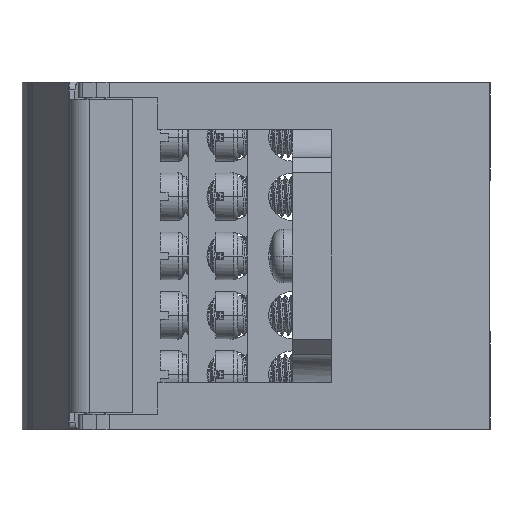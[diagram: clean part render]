
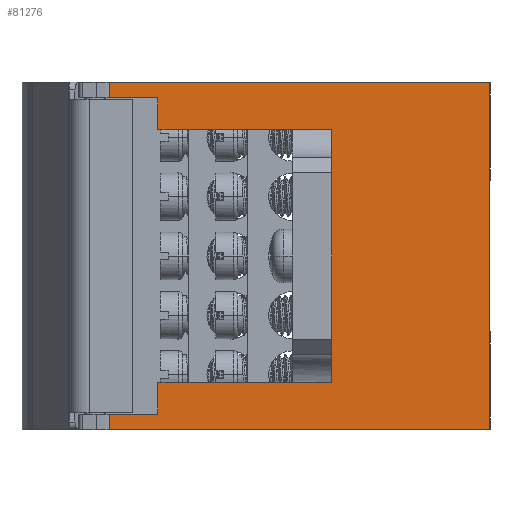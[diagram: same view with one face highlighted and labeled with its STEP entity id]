
A CAD part, left-side view. The second image highlights one B-rep face of the part: STEP entity #81276.
In plain terms, the highlighted planar face has unit normal (-1, 0, 0).
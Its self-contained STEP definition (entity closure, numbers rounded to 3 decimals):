
#28339=DIRECTION('',(0.,0.,-1.));
#28340=VECTOR('',#28339,25.);
#28341=CARTESIAN_POINT('',(-21.,20.,12.5));
#28342=LINE('',#28341,#28340);
#28343=DIRECTION('',(0.,0.,-1.));
#28344=VECTOR('',#28343,3.5);
#28345=CARTESIAN_POINT('',(-21.,20.,16.));
#28346=LINE('',#28345,#28344);
#28347=DIRECTION('',(0.,-1.,0.));
#28348=VECTOR('',#28347,22.);
#28349=CARTESIAN_POINT('',(-21.,42.,16.));
#28350=LINE('',#28349,#28348);
#28351=DIRECTION('',(0.,0.,1.));
#28352=VECTOR('',#28351,4.);
#28353=CARTESIAN_POINT('',(-21.,42.,16.));
#28354=LINE('',#28353,#28352);
#28355=DIRECTION('',(0.,-1.,0.));
#28356=VECTOR('',#28355,6.172);
#28357=CARTESIAN_POINT('',(-21.,48.172,20.));
#28358=LINE('',#28357,#28356);
#28359=DIRECTION('',(0.,0.,-1.));
#28360=VECTOR('',#28359,2.);
#28361=CARTESIAN_POINT('',(-21.,48.172,22.));
#28362=LINE('',#28361,#28360);
#28363=DIRECTION('',(0.,0.,-1.));
#28364=VECTOR('',#28363,2.);
#28365=CARTESIAN_POINT('',(-21.,48.172,-20.));
#28366=LINE('',#28365,#28364);
#28367=DIRECTION('',(0.,-1.,0.));
#28368=VECTOR('',#28367,6.172);
#28369=CARTESIAN_POINT('',(-21.,48.172,-20.));
#28370=LINE('',#28369,#28368);
#28371=DIRECTION('',(0.,0.,1.));
#28372=VECTOR('',#28371,4.);
#28373=CARTESIAN_POINT('',(-21.,42.,-20.));
#28374=LINE('',#28373,#28372);
#28375=DIRECTION('',(0.,-1.,0.));
#28376=VECTOR('',#28375,22.);
#28377=CARTESIAN_POINT('',(-21.,42.,-16.));
#28378=LINE('',#28377,#28376);
#28379=DIRECTION('',(0.,0.,-1.));
#28380=VECTOR('',#28379,3.5);
#28381=CARTESIAN_POINT('',(-21.,20.,-12.5));
#28382=LINE('',#28381,#28380);
#29355=DIRECTION('',(0.,-1.,0.));
#29356=VECTOR('',#29355,48.172);
#29357=CARTESIAN_POINT('',(-21.,48.172,22.));
#29358=LINE('',#29357,#29356);
#29584=DIRECTION('',(0.,-1.,0.));
#29585=VECTOR('',#29584,48.172);
#29586=CARTESIAN_POINT('',(-21.,48.172,-22.));
#29587=LINE('',#29586,#29585);
#30489=DIRECTION('',(0.,0.,1.));
#30490=VECTOR('',#30489,44.);
#30491=CARTESIAN_POINT('',(-21.,0.,-22.));
#30492=LINE('',#30491,#30490);
#34837=CARTESIAN_POINT('',(-21.,0.,-22.));
#34838=CARTESIAN_POINT('',(-21.,0.,22.));
#34839=VERTEX_POINT('',#34837);
#34840=VERTEX_POINT('',#34838);
#34937=CARTESIAN_POINT('',(-21.,20.,16.));
#34939=VERTEX_POINT('',#34937);
#34942=CARTESIAN_POINT('',(-21.,20.,-16.));
#34944=VERTEX_POINT('',#34942);
#34967=CARTESIAN_POINT('',(-21.,42.,16.));
#34968=CARTESIAN_POINT('',(-21.,42.,20.));
#34969=VERTEX_POINT('',#34967);
#34970=VERTEX_POINT('',#34968);
#34971=CARTESIAN_POINT('',(-21.,42.,-20.));
#34972=CARTESIAN_POINT('',(-21.,42.,-16.));
#34973=VERTEX_POINT('',#34971);
#34974=VERTEX_POINT('',#34972);
#35087=CARTESIAN_POINT('',(-21.,48.172,20.));
#35089=VERTEX_POINT('',#35087);
#35093=CARTESIAN_POINT('',(-21.,48.172,22.));
#35094=VERTEX_POINT('',#35093);
#35095=CARTESIAN_POINT('',(-21.,48.172,-22.));
#35097=VERTEX_POINT('',#35095);
#35101=CARTESIAN_POINT('',(-21.,48.172,-20.));
#35102=VERTEX_POINT('',#35101);
#35990=CARTESIAN_POINT('',(-21.,20.,12.5));
#35991=CARTESIAN_POINT('',(-21.,20.,-12.5));
#35992=VERTEX_POINT('',#35990);
#35993=VERTEX_POINT('',#35991);
#81244=CARTESIAN_POINT('',(-21.,58.,-22.));
#81245=DIRECTION('',(-1.,0.,0.));
#81246=DIRECTION('',(0.,-1.,0.));
#81247=AXIS2_PLACEMENT_3D('',#81244,#81245,#81246);
#81248=PLANE('',#81247);
#81249=ORIENTED_EDGE('',*,*,#43833,.F.);
#81250=ORIENTED_EDGE('',*,*,#43773,.F.);
#81252=ORIENTED_EDGE('',*,*,#81251,.F.);
#81254=ORIENTED_EDGE('',*,*,#81253,.T.);
#81256=ORIENTED_EDGE('',*,*,#81255,.F.);
#81258=ORIENTED_EDGE('',*,*,#81257,.F.);
#81260=ORIENTED_EDGE('',*,*,#81259,.T.);
#81262=ORIENTED_EDGE('',*,*,#81261,.F.);
#81264=ORIENTED_EDGE('',*,*,#81263,.F.);
#81266=ORIENTED_EDGE('',*,*,#81265,.F.);
#81268=ORIENTED_EDGE('',*,*,#81267,.T.);
#81270=ORIENTED_EDGE('',*,*,#81269,.T.);
#81272=ORIENTED_EDGE('',*,*,#81271,.T.);
#81273=ORIENTED_EDGE('',*,*,#43753,.F.);
#81274=EDGE_LOOP('',(#81249,#81250,#81252,#81254,#81256,#81258,#81260,#81262,
#81264,#81266,#81268,#81270,#81272,#81273));
#81275=FACE_OUTER_BOUND('',#81274,.F.);
#81276=ADVANCED_FACE('',(#81275),#81248,.T.);
#43753=EDGE_CURVE('',#35993,#34944,#28382,.T.);
#43773=EDGE_CURVE('',#34939,#35992,#28346,.T.);
#43833=EDGE_CURVE('',#35992,#35993,#28342,.T.);
#81251=EDGE_CURVE('',#34969,#34939,#28350,.T.);
#81253=EDGE_CURVE('',#34969,#34970,#28354,.T.);
#81255=EDGE_CURVE('',#35089,#34970,#28358,.T.);
#81257=EDGE_CURVE('',#35094,#35089,#28362,.T.);
#81259=EDGE_CURVE('',#35094,#34840,#29358,.T.);
#81261=EDGE_CURVE('',#34839,#34840,#30492,.T.);
#81263=EDGE_CURVE('',#35097,#34839,#29587,.T.);
#81265=EDGE_CURVE('',#35102,#35097,#28366,.T.);
#81267=EDGE_CURVE('',#35102,#34973,#28370,.T.);
#81269=EDGE_CURVE('',#34973,#34974,#28374,.T.);
#81271=EDGE_CURVE('',#34974,#34944,#28378,.T.);
